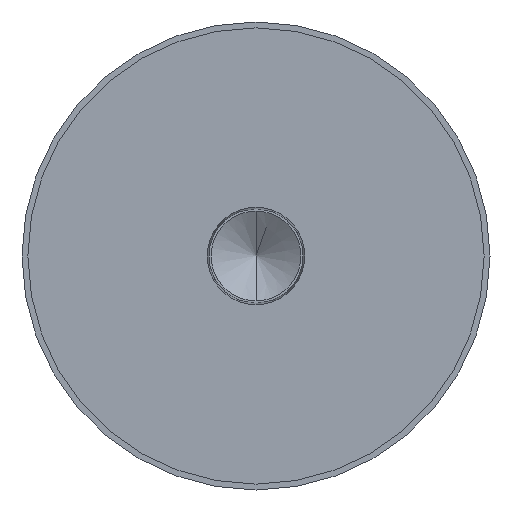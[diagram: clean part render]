
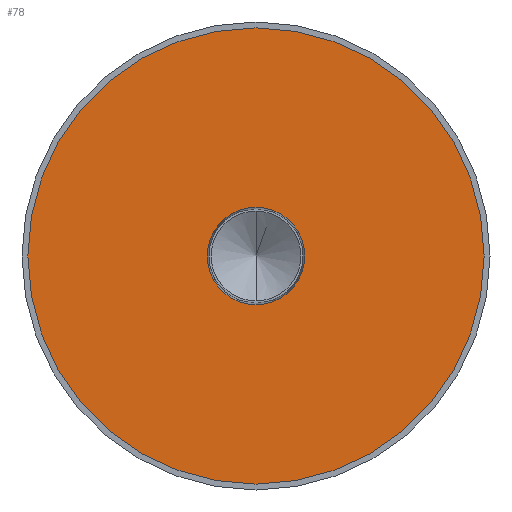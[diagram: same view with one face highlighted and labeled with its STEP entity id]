
A CAD part, front view. The second image highlights one B-rep face of the part: STEP entity #78.
In plain terms, the highlighted planar face has unit normal (0, -1, 0).
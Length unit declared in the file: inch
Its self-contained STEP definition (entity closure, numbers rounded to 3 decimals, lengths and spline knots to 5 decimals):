
#18 = ORIENTED_EDGE ( 'NONE', *, *, #252, .F. ) ;
#19 = ORIENTED_EDGE ( 'NONE', *, *, #121, .T. ) ;
#28 = AXIS2_PLACEMENT_3D ( 'NONE', #448, #166, #402 ) ;
#30 = FACE_BOUND ( 'NONE', #145, .T. ) ;
#42 = DIRECTION ( 'NONE',  ( 0., -1., 0. ) ) ;
#48 = VERTEX_POINT ( 'NONE', #123 ) ;
#60 = AXIS2_PLACEMENT_3D ( 'NONE', #211, #201, #205 ) ;
#68 = EDGE_CURVE ( 'NONE', #489, #48, #322, .T. ) ;
#72 = DIRECTION ( 'NONE',  ( 0., 0., -1. ) ) ;
#74 = PLANE ( 'NONE',  #433 ) ;
#78 = ADVANCED_FACE ( 'NONE', ( #30, #224 ), #74, .T. ) ;
#108 = AXIS2_PLACEMENT_3D ( 'NONE', #189, #511, #72 ) ;
#121 = EDGE_CURVE ( 'NONE', #293, #410, #215, .T. ) ;
#123 = CARTESIAN_POINT ( 'NONE',  ( 0., 0., -0.61932 ) ) ;
#145 = EDGE_LOOP ( 'NONE', ( #18, #438 ) ) ;
#164 = EDGE_CURVE ( 'NONE', #410, #293, #391, .T. ) ;
#166 = DIRECTION ( 'NONE',  ( 0., -1., 0. ) ) ;
#176 = AXIS2_PLACEMENT_3D ( 'NONE', #307, #310, #510 ) ;
#189 = CARTESIAN_POINT ( 'NONE',  ( 0., 0., 0. ) ) ;
#201 = DIRECTION ( 'NONE',  ( 0., -1., 0. ) ) ;
#205 = DIRECTION ( 'NONE',  ( 0., 0., -1. ) ) ;
#206 = EDGE_LOOP ( 'NONE', ( #19, #320 ) ) ;
#211 = CARTESIAN_POINT ( 'NONE',  ( 0., 0., 0. ) ) ;
#215 = CIRCLE ( 'NONE', #176, 2.9 ) ;
#224 = FACE_OUTER_BOUND ( 'NONE', #206, .T. ) ;
#252 = EDGE_CURVE ( 'NONE', #48, #489, #482, .T. ) ;
#255 = CARTESIAN_POINT ( 'NONE',  ( 0., 0., 0. ) ) ;
#293 = VERTEX_POINT ( 'NONE', #507 ) ;
#294 = DIRECTION ( 'NONE',  ( 0., 0., -1. ) ) ;
#307 = CARTESIAN_POINT ( 'NONE',  ( 0., 0., 0. ) ) ;
#310 = DIRECTION ( 'NONE',  ( 0., -1., 0. ) ) ;
#320 = ORIENTED_EDGE ( 'NONE', *, *, #164, .T. ) ;
#322 = CIRCLE ( 'NONE', #28, 0.61932 ) ;
#373 = CARTESIAN_POINT ( 'NONE',  ( 0., 0., 2.9 ) ) ;
#391 = CIRCLE ( 'NONE', #108, 2.9 ) ;
#402 = DIRECTION ( 'NONE',  ( 0., 0., -1. ) ) ;
#406 = CARTESIAN_POINT ( 'NONE',  ( 0., 0., 0.61932 ) ) ;
#410 = VERTEX_POINT ( 'NONE', #373 ) ;
#433 = AXIS2_PLACEMENT_3D ( 'NONE', #255, #42, #294 ) ;
#438 = ORIENTED_EDGE ( 'NONE', *, *, #68, .F. ) ;
#448 = CARTESIAN_POINT ( 'NONE',  ( 0., 0., 0. ) ) ;
#482 = CIRCLE ( 'NONE', #60, 0.61932 ) ;
#489 = VERTEX_POINT ( 'NONE', #406 ) ;
#507 = CARTESIAN_POINT ( 'NONE',  ( 0., 0., -2.9 ) ) ;
#510 = DIRECTION ( 'NONE',  ( 0., 0., -1. ) ) ;
#511 = DIRECTION ( 'NONE',  ( 0., -1., 0. ) ) ;
